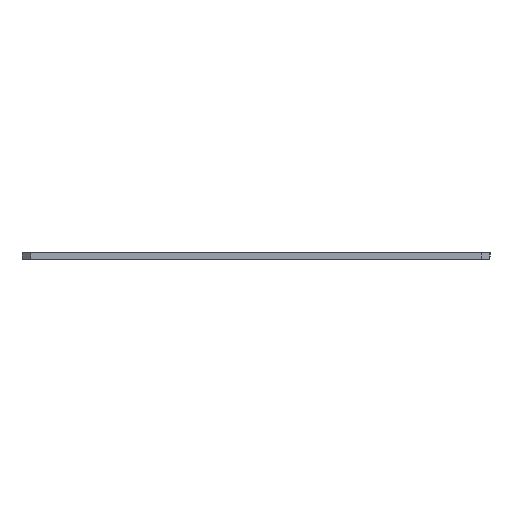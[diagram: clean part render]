
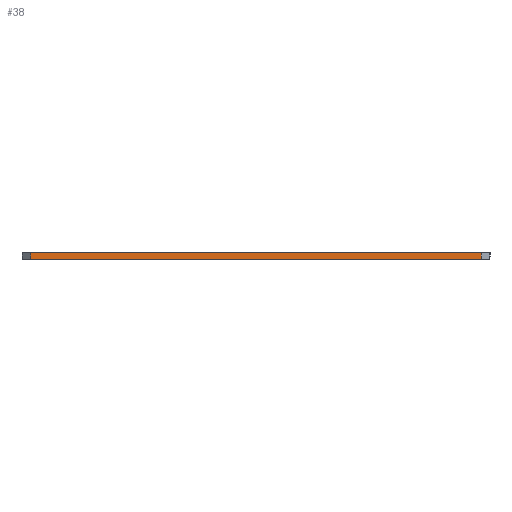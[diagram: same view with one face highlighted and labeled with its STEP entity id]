
A CAD part, left-side view. The second image highlights one B-rep face of the part: STEP entity #38.
In plain terms, the highlighted planar face has unit normal (-1, 0, 0).
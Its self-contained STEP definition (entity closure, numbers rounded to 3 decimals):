
#12 = EDGE_CURVE ( 'NONE', #187, #103, #278, .T. ) ;
#38 = ADVANCED_FACE ( 'NONE', ( #382 ), #440, .F. ) ;
#52 = EDGE_CURVE ( 'NONE', #187, #112, #467, .T. ) ;
#69 = EDGE_CURVE ( 'NONE', #96, #103, #489, .T. ) ;
#76 = EDGE_CURVE ( 'NONE', #112, #96, #521, .T. ) ;
#85 = EDGE_LOOP ( 'NONE', ( #161, #143, #135, #157 ) ) ;
#96 = VERTEX_POINT ( 'NONE', #464 ) ;
#103 = VERTEX_POINT ( 'NONE', #510 ) ;
#112 = VERTEX_POINT ( 'NONE', #537 ) ;
#135 = ORIENTED_EDGE ( 'NONE', *, *, #12, .F. ) ;
#143 = ORIENTED_EDGE ( 'NONE', *, *, #69, .T. ) ;
#157 = ORIENTED_EDGE ( 'NONE', *, *, #52, .T. ) ;
#161 = ORIENTED_EDGE ( 'NONE', *, *, #76, .T. ) ;
#187 = VERTEX_POINT ( 'NONE', #541 ) ;
#259 = DIRECTION ( 'NONE',  ( 0., -1., 0. ) ) ;
#278 = LINE ( 'NONE', #301, #698 ) ;
#301 = CARTESIAN_POINT ( 'NONE',  ( -26.8, 26.8, 0.8 ) ) ;
#382 = FACE_OUTER_BOUND ( 'NONE', #85, .T. ) ;
#407 = CARTESIAN_POINT ( 'NONE',  ( -26.8, 26.8, 0.8 ) ) ;
#424 = DIRECTION ( 'NONE',  ( 0., 1., 0. ) ) ;
#435 = DIRECTION ( 'NONE',  ( 1., 0., 0. ) ) ;
#440 = PLANE ( 'NONE',  #670 ) ;
#453 = CARTESIAN_POINT ( 'NONE',  ( -26.8, 25.8, 0.8 ) ) ;
#464 = CARTESIAN_POINT ( 'NONE',  ( -26.8, -25.8, 0. ) ) ;
#467 = LINE ( 'NONE', #453, #727 ) ;
#481 = DIRECTION ( 'NONE',  ( 0., 0., -1. ) ) ;
#489 = LINE ( 'NONE', #490, #639 ) ;
#490 = CARTESIAN_POINT ( 'NONE',  ( -26.8, -25.8, 0.8 ) ) ;
#498 = DIRECTION ( 'NONE',  ( 0., 0., 1. ) ) ;
#510 = CARTESIAN_POINT ( 'NONE',  ( -26.8, -25.8, 0.8 ) ) ;
#521 = LINE ( 'NONE', #544, #641 ) ;
#531 = DIRECTION ( 'NONE',  ( 0., -1., 0. ) ) ;
#537 = CARTESIAN_POINT ( 'NONE',  ( -26.8, 25.8, 0. ) ) ;
#541 = CARTESIAN_POINT ( 'NONE',  ( -26.8, 25.8, 0.8 ) ) ;
#544 = CARTESIAN_POINT ( 'NONE',  ( -26.8, 26.8, 0. ) ) ;
#639 = VECTOR ( 'NONE', #498, 1000. ) ;
#641 = VECTOR ( 'NONE', #531, 1000. ) ;
#670 = AXIS2_PLACEMENT_3D ( 'NONE', #407, #435, #424 ) ;
#698 = VECTOR ( 'NONE', #259, 1000. ) ;
#727 = VECTOR ( 'NONE', #481, 1000. ) ;
